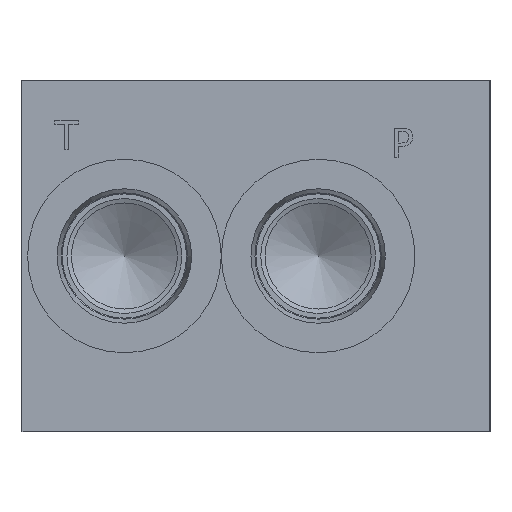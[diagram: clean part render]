
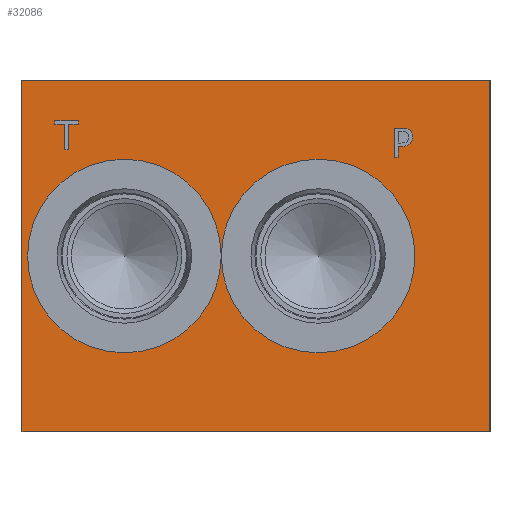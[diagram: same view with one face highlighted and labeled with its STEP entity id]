
A CAD part, left-side view. The second image highlights one B-rep face of the part: STEP entity #32086.
In plain terms, the highlighted planar face has unit normal (-1, 0, 0).
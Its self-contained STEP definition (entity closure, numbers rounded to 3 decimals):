
#486=CIRCLE('',#33430,21.019);
#487=CIRCLE('',#33431,21.019);
#488=CIRCLE('',#33432,21.019);
#489=CIRCLE('',#33433,21.019);
#1437=FACE_BOUND('',#5303,.T.);
#1438=FACE_BOUND('',#5304,.T.);
#1439=FACE_BOUND('',#5305,.T.);
#1440=FACE_BOUND('',#5306,.T.);
#2216=PLANE('',#33429);
#3454=FACE_OUTER_BOUND('',#5302,.T.);
#5302=EDGE_LOOP('',(#26162,#26163,#26164,#26165));
#5303=EDGE_LOOP('',(#26166,#26167));
#5304=EDGE_LOOP('',(#26168,#26169));
#5305=EDGE_LOOP('',(#26170,#26171,#26172,#26173,#26174,#26175,#26176,#26177));
#5306=EDGE_LOOP('',(#26178,#26179,#26180,#26181,#26182,#26183,#26184,#26185,
#26186));
#6231=LINE('',#42554,#8910);
#6804=LINE('',#46500,#9483);
#7667=LINE('',#51189,#10346);
#8146=LINE('',#53781,#10825);
#8149=LINE('',#53787,#10828);
#8152=LINE('',#53793,#10831);
#8155=LINE('',#53799,#10834);
#8158=LINE('',#53805,#10837);
#8162=LINE('',#53846,#10841);
#8163=LINE('',#53857,#10842);
#8164=LINE('',#53859,#10843);
#8165=LINE('',#53861,#10844);
#8166=LINE('',#53863,#10845);
#8167=LINE('',#53865,#10846);
#8168=LINE('',#53867,#10847);
#8169=LINE('',#53869,#10848);
#8170=LINE('',#53870,#10849);
#8910=VECTOR('',#35041,10.);
#9483=VECTOR('',#35854,10.);
#10346=VECTOR('',#37375,10.);
#10825=VECTOR('',#38246,10.);
#10828=VECTOR('',#38251,10.);
#10831=VECTOR('',#38256,10.);
#10834=VECTOR('',#38261,10.);
#10837=VECTOR('',#38266,10.);
#10841=VECTOR('',#38274,10.);
#10842=VECTOR('',#38283,10.);
#10843=VECTOR('',#38284,10.);
#10844=VECTOR('',#38285,10.);
#10845=VECTOR('',#38286,10.);
#10846=VECTOR('',#38287,10.);
#10847=VECTOR('',#38288,10.);
#10848=VECTOR('',#38289,10.);
#10849=VECTOR('',#38290,10.);
#12382=B_SPLINE_CURVE_WITH_KNOTS('',2,(#53748,#53749,#53750,#53751),
 .UNSPECIFIED.,.F.,.F.,(3,1,3),(0.,1.,2.),.UNSPECIFIED.);
#12384=B_SPLINE_CURVE_WITH_KNOTS('',2,(#53769,#53770,#53771,#53772),
 .UNSPECIFIED.,.F.,.F.,(3,1,3),(0.,1.,2.),.UNSPECIFIED.);
#12386=B_SPLINE_CURVE_WITH_KNOTS('',2,(#53818,#53819,#53820,#53821),
 .UNSPECIFIED.,.F.,.F.,(3,1,3),(0.,1.,2.),.UNSPECIFIED.);
#12388=B_SPLINE_CURVE_WITH_KNOTS('',2,(#53836,#53837,#53838,#53839),
 .UNSPECIFIED.,.F.,.F.,(3,1,3),(0.,1.,2.),.UNSPECIFIED.);
#12612=VERTEX_POINT('',#42550);
#12613=VERTEX_POINT('',#42552);
#13361=VERTEX_POINT('',#46497);
#13362=VERTEX_POINT('',#46499);
#14554=VERTEX_POINT('',#53746);
#14555=VERTEX_POINT('',#53747);
#14558=VERTEX_POINT('',#53768);
#14560=VERTEX_POINT('',#53780);
#14562=VERTEX_POINT('',#53786);
#14564=VERTEX_POINT('',#53792);
#14566=VERTEX_POINT('',#53798);
#14568=VERTEX_POINT('',#53804);
#14570=VERTEX_POINT('',#53817);
#14572=VERTEX_POINT('',#53847);
#14573=VERTEX_POINT('',#53848);
#14574=VERTEX_POINT('',#53851);
#14575=VERTEX_POINT('',#53852);
#14576=VERTEX_POINT('',#53855);
#14577=VERTEX_POINT('',#53856);
#14578=VERTEX_POINT('',#53858);
#14579=VERTEX_POINT('',#53860);
#14580=VERTEX_POINT('',#53862);
#14581=VERTEX_POINT('',#53864);
#14582=VERTEX_POINT('',#53866);
#14583=VERTEX_POINT('',#53868);
#15843=EDGE_CURVE('',#12612,#12613,#6231,.T.);
#16804=EDGE_CURVE('',#13361,#13362,#6804,.T.);
#17991=EDGE_CURVE('',#13361,#12612,#7667,.T.);
#18679=EDGE_CURVE('',#14554,#14555,#12382,.T.);
#18683=EDGE_CURVE('',#14558,#14554,#12384,.T.);
#18686=EDGE_CURVE('',#14560,#14558,#8146,.T.);
#18689=EDGE_CURVE('',#14562,#14560,#8149,.T.);
#18692=EDGE_CURVE('',#14564,#14562,#8152,.T.);
#18695=EDGE_CURVE('',#14566,#14564,#8155,.T.);
#18698=EDGE_CURVE('',#14568,#14566,#8158,.T.);
#18701=EDGE_CURVE('',#14570,#14568,#12386,.T.);
#18704=EDGE_CURVE('',#14555,#14570,#12388,.T.);
#18706=EDGE_CURVE('',#13362,#12613,#8162,.T.);
#18707=EDGE_CURVE('',#14572,#14573,#486,.T.);
#18708=EDGE_CURVE('',#14573,#14572,#487,.T.);
#18709=EDGE_CURVE('',#14574,#14575,#488,.T.);
#18710=EDGE_CURVE('',#14575,#14574,#489,.T.);
#18711=EDGE_CURVE('',#14576,#14577,#8163,.T.);
#18712=EDGE_CURVE('',#14577,#14578,#8164,.T.);
#18713=EDGE_CURVE('',#14578,#14579,#8165,.T.);
#18714=EDGE_CURVE('',#14579,#14580,#8166,.T.);
#18715=EDGE_CURVE('',#14580,#14581,#8167,.T.);
#18716=EDGE_CURVE('',#14581,#14582,#8168,.T.);
#18717=EDGE_CURVE('',#14582,#14583,#8169,.T.);
#18718=EDGE_CURVE('',#14583,#14576,#8170,.T.);
#26162=ORIENTED_EDGE('',*,*,#17991,.T.);
#26163=ORIENTED_EDGE('',*,*,#15843,.T.);
#26164=ORIENTED_EDGE('',*,*,#18706,.F.);
#26165=ORIENTED_EDGE('',*,*,#16804,.F.);
#26166=ORIENTED_EDGE('',*,*,#18707,.T.);
#26167=ORIENTED_EDGE('',*,*,#18708,.T.);
#26168=ORIENTED_EDGE('',*,*,#18709,.T.);
#26169=ORIENTED_EDGE('',*,*,#18710,.T.);
#26170=ORIENTED_EDGE('',*,*,#18711,.T.);
#26171=ORIENTED_EDGE('',*,*,#18712,.T.);
#26172=ORIENTED_EDGE('',*,*,#18713,.T.);
#26173=ORIENTED_EDGE('',*,*,#18714,.T.);
#26174=ORIENTED_EDGE('',*,*,#18715,.T.);
#26175=ORIENTED_EDGE('',*,*,#18716,.T.);
#26176=ORIENTED_EDGE('',*,*,#18717,.T.);
#26177=ORIENTED_EDGE('',*,*,#18718,.T.);
#26178=ORIENTED_EDGE('',*,*,#18679,.T.);
#26179=ORIENTED_EDGE('',*,*,#18704,.T.);
#26180=ORIENTED_EDGE('',*,*,#18701,.T.);
#26181=ORIENTED_EDGE('',*,*,#18698,.T.);
#26182=ORIENTED_EDGE('',*,*,#18695,.T.);
#26183=ORIENTED_EDGE('',*,*,#18692,.T.);
#26184=ORIENTED_EDGE('',*,*,#18689,.T.);
#26185=ORIENTED_EDGE('',*,*,#18686,.T.);
#26186=ORIENTED_EDGE('',*,*,#18683,.T.);
#32086=ADVANCED_FACE('',(#3454,#1437,#1438,#1439,#1440),#2216,.T.);
#33429=AXIS2_PLACEMENT_3D('',#53845,#38272,#38273);
#33430=AXIS2_PLACEMENT_3D('',#53849,#38275,#38276);
#33431=AXIS2_PLACEMENT_3D('',#53850,#38277,#38278);
#33432=AXIS2_PLACEMENT_3D('',#53853,#38279,#38280);
#33433=AXIS2_PLACEMENT_3D('',#53854,#38281,#38282);
#35041=DIRECTION('',(0.,0.,1.));
#35854=DIRECTION('',(0.,0.,1.));
#37375=DIRECTION('',(0.,-1.,0.));
#38246=DIRECTION('',(0.,-1.,0.));
#38251=DIRECTION('',(0.,0.,1.));
#38256=DIRECTION('',(0.,1.,0.));
#38261=DIRECTION('',(0.,0.,-1.));
#38266=DIRECTION('',(0.,1.,0.));
#38272=DIRECTION('center_axis',(-1.,0.,0.));
#38273=DIRECTION('ref_axis',(0.,-1.,0.));
#38274=DIRECTION('',(0.,-1.,0.));
#38275=DIRECTION('center_axis',(1.,0.,0.));
#38276=DIRECTION('ref_axis',(0.,0.,1.));
#38277=DIRECTION('center_axis',(1.,0.,0.));
#38278=DIRECTION('ref_axis',(0.,0.,1.));
#38279=DIRECTION('center_axis',(1.,0.,0.));
#38280=DIRECTION('ref_axis',(0.,0.,1.));
#38281=DIRECTION('center_axis',(1.,0.,0.));
#38282=DIRECTION('ref_axis',(0.,0.,1.));
#38283=DIRECTION('',(0.,1.,0.));
#38284=DIRECTION('',(0.,0.,1.));
#38285=DIRECTION('',(0.,1.,0.));
#38286=DIRECTION('',(0.,0.,1.));
#38287=DIRECTION('',(0.,-1.,0.));
#38288=DIRECTION('',(0.,0.,-1.));
#38289=DIRECTION('',(0.,1.,0.));
#38290=DIRECTION('',(0.,0.,-1.));
#42550=CARTESIAN_POINT('',(0.,0.,0.));
#42552=CARTESIAN_POINT('',(0.,0.,76.2));
#42554=CARTESIAN_POINT('',(0.,0.,0.));
#46497=CARTESIAN_POINT('',(0.,101.6,0.));
#46499=CARTESIAN_POINT('',(0.,101.6,76.2));
#46500=CARTESIAN_POINT('',(0.,101.6,0.));
#51189=CARTESIAN_POINT('',(0.,101.6,0.));
#53746=CARTESIAN_POINT('',(0.,17.531,65.485));
#53747=CARTESIAN_POINT('',(0.,16.774,63.967));
#53748=CARTESIAN_POINT('Ctrl Pts',(0.,17.531,65.485));
#53749=CARTESIAN_POINT('Ctrl Pts',(0.,17.176,65.243));
#53750=CARTESIAN_POINT('Ctrl Pts',(0.,16.774,64.497));
#53751=CARTESIAN_POINT('Ctrl Pts',(0.,16.774,63.967));
#53768=CARTESIAN_POINT('',(0.,19.193,65.881));
#53769=CARTESIAN_POINT('Ctrl Pts',(0.,19.193,65.881));
#53770=CARTESIAN_POINT('Ctrl Pts',(0.,18.627,65.881));
#53771=CARTESIAN_POINT('Ctrl Pts',(0.,17.834,65.696));
#53772=CARTESIAN_POINT('Ctrl Pts',(0.,17.531,65.485));
#53780=CARTESIAN_POINT('',(0.,20.788,65.881));
#53781=CARTESIAN_POINT('',(0.,61.194,65.881));
#53786=CARTESIAN_POINT('',(0.,20.788,59.531));
#53787=CARTESIAN_POINT('',(0.,20.788,29.766));
#53792=CARTESIAN_POINT('',(0.,19.944,59.531));
#53793=CARTESIAN_POINT('',(0.,60.772,59.531));
#53798=CARTESIAN_POINT('',(0.,19.944,61.898));
#53799=CARTESIAN_POINT('',(0.,19.944,30.949));
#53804=CARTESIAN_POINT('',(0.,19.229,61.898));
#53805=CARTESIAN_POINT('',(0.,60.414,61.898));
#53817=CARTESIAN_POINT('',(0.,17.33,62.557));
#53818=CARTESIAN_POINT('Ctrl Pts',(0.,17.33,62.557));
#53819=CARTESIAN_POINT('Ctrl Pts',(0.,17.659,62.233));
#53820=CARTESIAN_POINT('Ctrl Pts',(0.,18.55,61.898));
#53821=CARTESIAN_POINT('Ctrl Pts',(0.,19.229,61.898));
#53836=CARTESIAN_POINT('Ctrl Pts',(0.,16.774,63.967));
#53837=CARTESIAN_POINT('Ctrl Pts',(0.,16.774,63.555));
#53838=CARTESIAN_POINT('Ctrl Pts',(0.,17.068,62.814));
#53839=CARTESIAN_POINT('Ctrl Pts',(0.,17.33,62.557));
#53845=CARTESIAN_POINT('Origin',(0.,101.6,0.));
#53846=CARTESIAN_POINT('',(0.,101.6,76.2));
#53847=CARTESIAN_POINT('',(0.,79.375,59.119));
#53848=CARTESIAN_POINT('',(0.,79.375,17.082));
#53849=CARTESIAN_POINT('Origin',(0.,79.375,38.1));
#53850=CARTESIAN_POINT('Origin',(0.,79.375,38.1));
#53851=CARTESIAN_POINT('',(0.,37.313,59.119));
#53852=CARTESIAN_POINT('',(0.,37.313,17.082));
#53853=CARTESIAN_POINT('Origin',(0.,37.313,38.1));
#53854=CARTESIAN_POINT('Origin',(0.,37.313,38.1));
#53855=CARTESIAN_POINT('',(0.,91.487,61.119));
#53856=CARTESIAN_POINT('',(0.,92.331,61.119));
#53857=CARTESIAN_POINT('',(0.,96.544,61.119));
#53858=CARTESIAN_POINT('',(0.,92.331,66.717));
#53859=CARTESIAN_POINT('',(0.,92.331,30.559));
#53860=CARTESIAN_POINT('',(0.,94.461,66.717));
#53861=CARTESIAN_POINT('',(0.,96.966,66.717));
#53862=CARTESIAN_POINT('',(0.,94.461,67.469));
#53863=CARTESIAN_POINT('',(0.,94.461,33.359));
#53864=CARTESIAN_POINT('',(0.,89.357,67.469));
#53865=CARTESIAN_POINT('',(0.,98.031,67.469));
#53866=CARTESIAN_POINT('',(0.,89.357,66.717));
#53867=CARTESIAN_POINT('',(0.,89.357,33.734));
#53868=CARTESIAN_POINT('',(0.,91.487,66.717));
#53869=CARTESIAN_POINT('',(0.,95.478,66.717));
#53870=CARTESIAN_POINT('',(0.,91.487,33.359));
